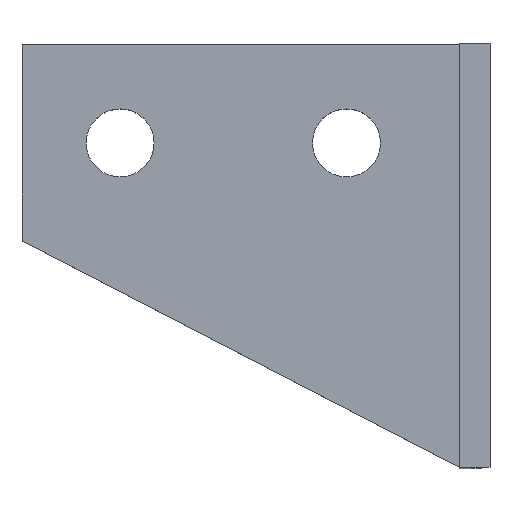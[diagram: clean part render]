
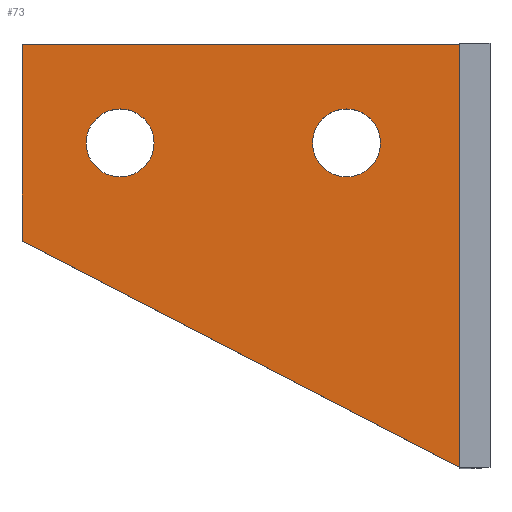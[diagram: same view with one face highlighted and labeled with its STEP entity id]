
A CAD part, top view. The second image highlights one B-rep face of the part: STEP entity #73.
In plain terms, the highlighted planar face has unit normal (0, 0, 1).
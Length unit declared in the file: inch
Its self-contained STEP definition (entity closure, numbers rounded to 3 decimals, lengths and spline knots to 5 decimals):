
#73=ADVANCED_FACE('',(#168,#169,#170),#171,.T.);
#168=FACE_BOUND('',#300,.T.);
#169=FACE_BOUND('',#301,.T.);
#170=FACE_OUTER_BOUND('',#302,.T.);
#171=PLANE('',#303);
#300=EDGE_LOOP('',(#544,#545,#546,#547));
#301=EDGE_LOOP('',(#548,#549,#550,#551));
#302=EDGE_LOOP('',(#552,#553,#554,#555));
#303=AXIS2_PLACEMENT_3D('',#556,#557,#558);
#544=ORIENTED_EDGE('',*,*,#750,.F.);
#545=ORIENTED_EDGE('',*,*,#778,.F.);
#546=ORIENTED_EDGE('',*,*,#779,.F.);
#547=ORIENTED_EDGE('',*,*,#780,.F.);
#548=ORIENTED_EDGE('',*,*,#781,.F.);
#549=ORIENTED_EDGE('',*,*,#782,.F.);
#550=ORIENTED_EDGE('',*,*,#783,.F.);
#551=ORIENTED_EDGE('',*,*,#784,.F.);
#552=ORIENTED_EDGE('',*,*,#741,.F.);
#553=ORIENTED_EDGE('',*,*,#785,.F.);
#554=ORIENTED_EDGE('',*,*,#786,.F.);
#555=ORIENTED_EDGE('',*,*,#787,.F.);
#556=CARTESIAN_POINT('',(2.07087,-1.39099,0.25));
#557=DIRECTION('',(0.0,0.0,1.0));
#558=DIRECTION('',(1.0,0.0,0.0));
#741=EDGE_CURVE('',#858,#860,#861,.T.);
#750=EDGE_CURVE('',#874,#875,#876,.T.);
#778=EDGE_CURVE('',#921,#874,#922,.T.);
#779=EDGE_CURVE('',#923,#921,#924,.T.);
#780=EDGE_CURVE('',#875,#923,#925,.T.);
#781=EDGE_CURVE('',#926,#927,#928,.T.);
#782=EDGE_CURVE('',#929,#926,#930,.T.);
#783=EDGE_CURVE('',#931,#929,#932,.T.);
#784=EDGE_CURVE('',#927,#931,#933,.T.);
#785=EDGE_CURVE('',#934,#858,#935,.T.);
#786=EDGE_CURVE('',#936,#934,#937,.T.);
#787=EDGE_CURVE('',#860,#936,#938,.T.);
#858=VERTEX_POINT('',#1025);
#860=VERTEX_POINT('',#1028);
#861=LINE('',#1029,#1030);
#874=VERTEX_POINT('',#1049);
#875=VERTEX_POINT('',#1050);
#876=B_SPLINE_CURVE_WITH_KNOTS('',3,(#1051,#1052,#1053,#1054),.UNSPECIFIED.,.F.,.F.,(4,4),(0.0,80.0),.UNSPECIFIED.);
#921=VERTEX_POINT('',#1141);
#922=B_SPLINE_CURVE_WITH_KNOTS('',3,(#1142,#1143,#1144,#1145),.UNSPECIFIED.,.F.,.F.,(4,4),(0.0,80.0),.UNSPECIFIED.);
#923=VERTEX_POINT('',#1146);
#924=B_SPLINE_CURVE_WITH_KNOTS('',3,(#1147,#1148,#1149,#1150),.UNSPECIFIED.,.F.,.F.,(4,4),(0.0,80.0),.UNSPECIFIED.);
#925=B_SPLINE_CURVE_WITH_KNOTS('',3,(#1151,#1152,#1153,#1154),.UNSPECIFIED.,.F.,.F.,(4,4),(0.0,80.0),.UNSPECIFIED.);
#926=VERTEX_POINT('',#1155);
#927=VERTEX_POINT('',#1156);
#928=B_SPLINE_CURVE_WITH_KNOTS('',3,(#1157,#1158,#1159,#1160),.UNSPECIFIED.,.F.,.F.,(4,4),(0.0,80.0),.UNSPECIFIED.);
#929=VERTEX_POINT('',#1161);
#930=B_SPLINE_CURVE_WITH_KNOTS('',3,(#1162,#1163,#1164,#1165),.UNSPECIFIED.,.F.,.F.,(4,4),(0.0,80.0),.UNSPECIFIED.);
#931=VERTEX_POINT('',#1166);
#932=B_SPLINE_CURVE_WITH_KNOTS('',3,(#1167,#1168,#1169,#1170),.UNSPECIFIED.,.F.,.F.,(4,4),(0.0,80.0),.UNSPECIFIED.);
#933=B_SPLINE_CURVE_WITH_KNOTS('',3,(#1171,#1172,#1173,#1174),.UNSPECIFIED.,.F.,.F.,(4,4),(0.0,80.0),.UNSPECIFIED.);
#934=VERTEX_POINT('',#1175);
#935=LINE('',#1176,#1177);
#936=VERTEX_POINT('',#1178);
#937=LINE('',#1179,#1180);
#938=LINE('',#1181,#1182);
#1025=CARTESIAN_POINT('',(3.61376,-3.48914,0.25));
#1028=CARTESIAN_POINT('',(0.,-1.61995,0.25));
#1029=CARTESIAN_POINT('',(3.61376,-3.48914,0.25));
#1030=VECTOR('',#1334,1.0);
#1049=CARTESIAN_POINT('',(1.09035,-0.80998,0.25));
#1050=CARTESIAN_POINT('',(0.80998,-0.5296,0.25));
#1051=CARTESIAN_POINT('',(1.09035,-0.80998,0.25));
#1052=CARTESIAN_POINT('',(1.09035,-0.65513,0.25));
#1053=CARTESIAN_POINT('',(0.96482,-0.5296,0.25));
#1054=CARTESIAN_POINT('',(0.80998,-0.5296,0.25));
#1141=CARTESIAN_POINT('',(0.80998,-1.09035,0.25));
#1142=CARTESIAN_POINT('',(0.80998,-1.09035,0.25));
#1143=CARTESIAN_POINT('',(0.96482,-1.09035,0.25));
#1144=CARTESIAN_POINT('',(1.09035,-0.96482,0.25));
#1145=CARTESIAN_POINT('',(1.09035,-0.80998,0.25));
#1146=CARTESIAN_POINT('',(0.5296,-0.80998,0.25));
#1147=CARTESIAN_POINT('',(0.5296,-0.80998,0.25));
#1148=CARTESIAN_POINT('',(0.5296,-0.96482,0.25));
#1149=CARTESIAN_POINT('',(0.65513,-1.09035,0.25));
#1150=CARTESIAN_POINT('',(0.80998,-1.09035,0.25));
#1151=CARTESIAN_POINT('',(0.80998,-0.5296,0.25));
#1152=CARTESIAN_POINT('',(0.65513,-0.5296,0.25));
#1153=CARTESIAN_POINT('',(0.5296,-0.65513,0.25));
#1154=CARTESIAN_POINT('',(0.5296,-0.80998,0.25));
#1155=CARTESIAN_POINT('',(2.95954,-0.80998,0.25));
#1156=CARTESIAN_POINT('',(2.67916,-0.5296,0.25));
#1157=CARTESIAN_POINT('',(2.95954,-0.80998,0.25));
#1158=CARTESIAN_POINT('',(2.95954,-0.65513,0.25));
#1159=CARTESIAN_POINT('',(2.83401,-0.5296,0.25));
#1160=CARTESIAN_POINT('',(2.67916,-0.5296,0.25));
#1161=CARTESIAN_POINT('',(2.67916,-1.09035,0.25));
#1162=CARTESIAN_POINT('',(2.67916,-1.09035,0.25));
#1163=CARTESIAN_POINT('',(2.83401,-1.09035,0.25));
#1164=CARTESIAN_POINT('',(2.95954,-0.96482,0.25));
#1165=CARTESIAN_POINT('',(2.95954,-0.80998,0.25));
#1166=CARTESIAN_POINT('',(2.39878,-0.80998,0.25));
#1167=CARTESIAN_POINT('',(2.39878,-0.80998,0.25));
#1168=CARTESIAN_POINT('',(2.39878,-0.96482,0.25));
#1169=CARTESIAN_POINT('',(2.52431,-1.09035,0.25));
#1170=CARTESIAN_POINT('',(2.67916,-1.09035,0.25));
#1171=CARTESIAN_POINT('',(2.67916,-0.5296,0.25));
#1172=CARTESIAN_POINT('',(2.52431,-0.5296,0.25));
#1173=CARTESIAN_POINT('',(2.39878,-0.65513,0.25));
#1174=CARTESIAN_POINT('',(2.39878,-0.80998,0.25));
#1175=CARTESIAN_POINT('',(3.61358,0.0,0.25));
#1176=CARTESIAN_POINT('',(3.61358,0.0,0.25));
#1177=VECTOR('',#1353,1.);
#1178=CARTESIAN_POINT('',(0.,0.0,0.25));
#1179=CARTESIAN_POINT('',(0.,0.0,0.25));
#1180=VECTOR('',#1354,1.0);
#1181=CARTESIAN_POINT('',(0.,-1.61995,0.25));
#1182=VECTOR('',#1355,1.0);
#1334=DIRECTION('',(-0.888,0.459,0.0));
#1353=DIRECTION('',(0.,-1.,0.0));
#1354=DIRECTION('',(1.0,0.0,0.0));
#1355=DIRECTION('',(0.0,1.0,0.0));
